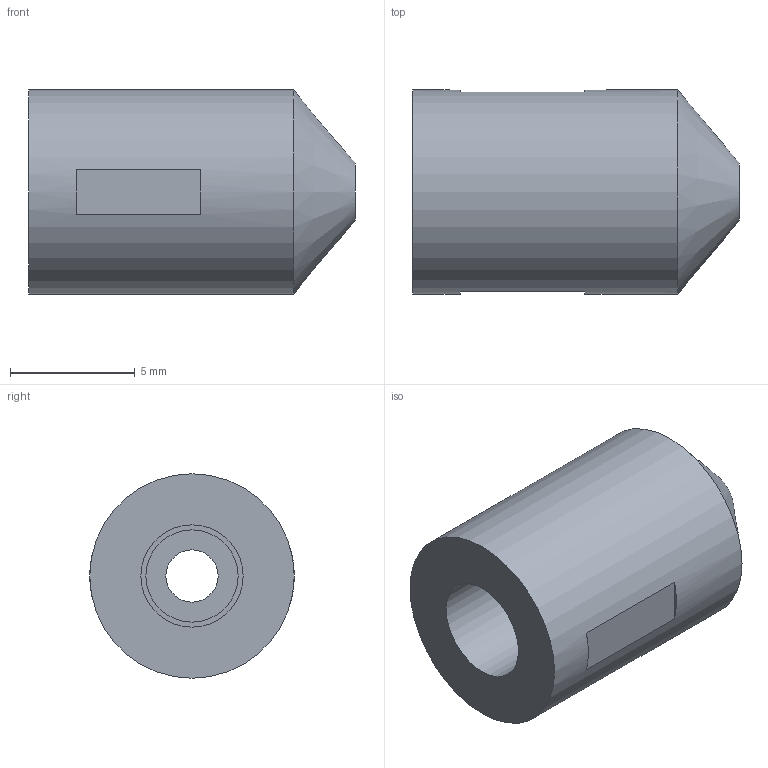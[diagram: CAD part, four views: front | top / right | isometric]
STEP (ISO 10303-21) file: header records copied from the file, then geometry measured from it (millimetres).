
FILE_DESCRIPTION(/* description */ (''),/* implementation_level */ '2;1');
FILE_NAME(/* name */ 'FBFA_4.stp',/* time_stamp */ '2021-07-15T15:31:50+02:00',/* author */ ('vakilim'),/* organization */ (''),/* preprocessor_version */ 'ST-DEVELOPER v17',/* originating_system */ 'Autodesk Inventor 2018',/* authorisation */ '');
FILE_SCHEMA (('AUTOMOTIVE_DESIGN { 1 0 10303 214 3 1 1 }'));
Length unit declared in the file: millimetre
Products named in the file (1): FBFA_4
Bounding box: 13.11 x 8.2 x 8.2 mm (x, y, z)
Volume: 467.3 mm3; surface area: 543.5 mm2
Topology: 1 solids, 1 shells, 15 faces, 38 edges, 28 vertices
Faces by surface type: plane 10, cylinder 4, cone 1
Full cylindrical faces by diameter (mm): 2.1 x1, 3.7 x1, 4.1 x1, 8.2 x1
Entity records: 523 total; most frequent: DIRECTION 94, CARTESIAN_POINT 82, ORIENTED_EDGE 76, AXIS2_PLACEMENT_3D 40, EDGE_CURVE 38, VERTEX_POINT 28, CIRCLE 24, EDGE_LOOP 20
